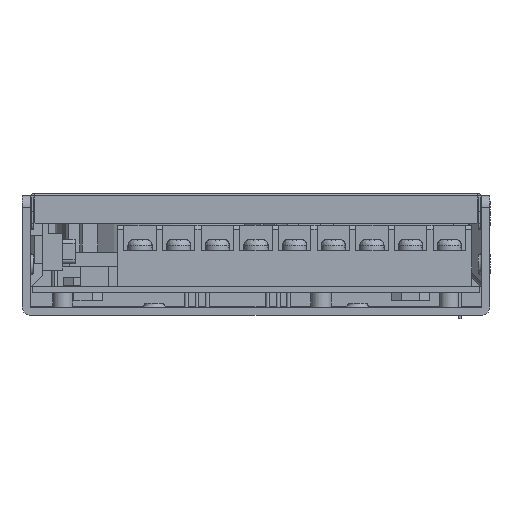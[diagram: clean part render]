
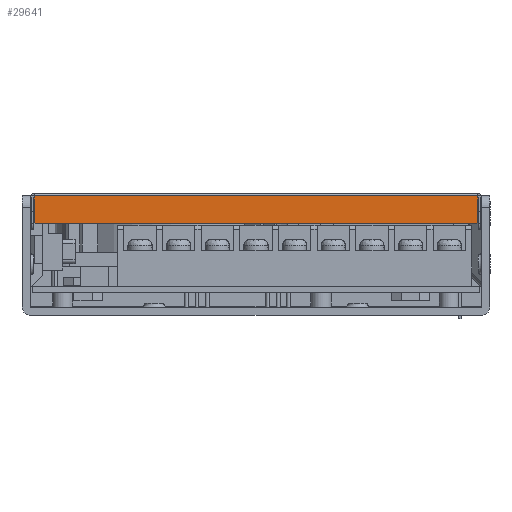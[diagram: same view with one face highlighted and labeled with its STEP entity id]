
A CAD part, left-side view. The second image highlights one B-rep face of the part: STEP entity #29641.
In plain terms, the highlighted planar face has unit normal (-1, 0, 0).
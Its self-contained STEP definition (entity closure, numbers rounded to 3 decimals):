
#25591=DIRECTION('',(0.,0.,-1.));
#25592=VECTOR('',#25591,6.2);
#25593=CARTESIAN_POINT('',(63.078,175.242,30.8));
#25594=LINE('',#25593,#25592);
#25598=CARTESIAN_POINT('',(63.078,175.742,24.6));
#25599=DIRECTION('',(1.,0.,0.));
#25600=DIRECTION('',(0.,-1.,0.));
#25601=AXIS2_PLACEMENT_3D('',#25598,#25599,#25600);
#25606=CARTESIAN_POINT('',(63.078,283.842,24.6));
#25607=DIRECTION('',(1.,0.,0.));
#25608=DIRECTION('',(0.,0.,-1.));
#25609=AXIS2_PLACEMENT_3D('',#25606,#25607,#25608);
#25614=DIRECTION('',(0.,0.,1.));
#25615=VECTOR('',#25614,6.2);
#25616=CARTESIAN_POINT('',(63.078,284.342,24.6));
#25617=LINE('',#25616,#25615);
#25628=DIRECTION('',(0.,1.,0.));
#25629=VECTOR('',#25628,109.1);
#25630=CARTESIAN_POINT('',(63.078,175.242,30.8));
#25631=LINE('',#25630,#25629);
#27927=DIRECTION('',(0.,-1.,0.));
#27928=VECTOR('',#27927,108.1);
#27929=CARTESIAN_POINT('',(63.078,283.842,24.1));
#27930=LINE('',#27929,#27928);
#28488=CARTESIAN_POINT('',(63.078,175.242,24.6));
#28490=VERTEX_POINT('',#28488);
#28492=CARTESIAN_POINT('',(63.078,175.242,30.8));
#28493=VERTEX_POINT('',#28492);
#28498=CARTESIAN_POINT('',(63.078,175.742,24.1));
#28499=VERTEX_POINT('',#28498);
#28506=CARTESIAN_POINT('',(63.078,284.342,24.6));
#28507=VERTEX_POINT('',#28506);
#28510=CARTESIAN_POINT('',(63.078,284.342,30.8));
#28511=VERTEX_POINT('',#28510);
#28512=CARTESIAN_POINT('',(63.078,283.842,24.1));
#28513=VERTEX_POINT('',#28512);
#29626=CARTESIAN_POINT('',(63.078,283.742,226.275));
#29627=DIRECTION('',(-1.,0.,0.));
#29628=DIRECTION('',(0.,1.,0.));
#29629=AXIS2_PLACEMENT_3D('',#29626,#29627,#29628);
#29630=PLANE('',#29629);
#29632=ORIENTED_EDGE('',*,*,#29631,.F.);
#29633=ORIENTED_EDGE('',*,*,#29536,.T.);
#29634=ORIENTED_EDGE('',*,*,#29558,.T.);
#29636=ORIENTED_EDGE('',*,*,#29635,.F.);
#29637=ORIENTED_EDGE('',*,*,#29618,.T.);
#29638=ORIENTED_EDGE('',*,*,#29607,.T.);
#29639=EDGE_LOOP('',(#29632,#29633,#29634,#29636,#29637,#29638));
#29640=FACE_OUTER_BOUND('',#29639,.F.);
#25602=CIRCLE('',#25601,0.5);
#25610=CIRCLE('',#25609,0.5);
#29536=EDGE_CURVE('',#28493,#28490,#25594,.T.);
#29558=EDGE_CURVE('',#28490,#28499,#25602,.T.);
#29607=EDGE_CURVE('',#28507,#28511,#25617,.T.);
#29618=EDGE_CURVE('',#28513,#28507,#25610,.T.);
#29631=EDGE_CURVE('',#28493,#28511,#25631,.T.);
#29635=EDGE_CURVE('',#28513,#28499,#27930,.T.);
#29641=ADVANCED_FACE('',(#29640),#29630,.T.);
